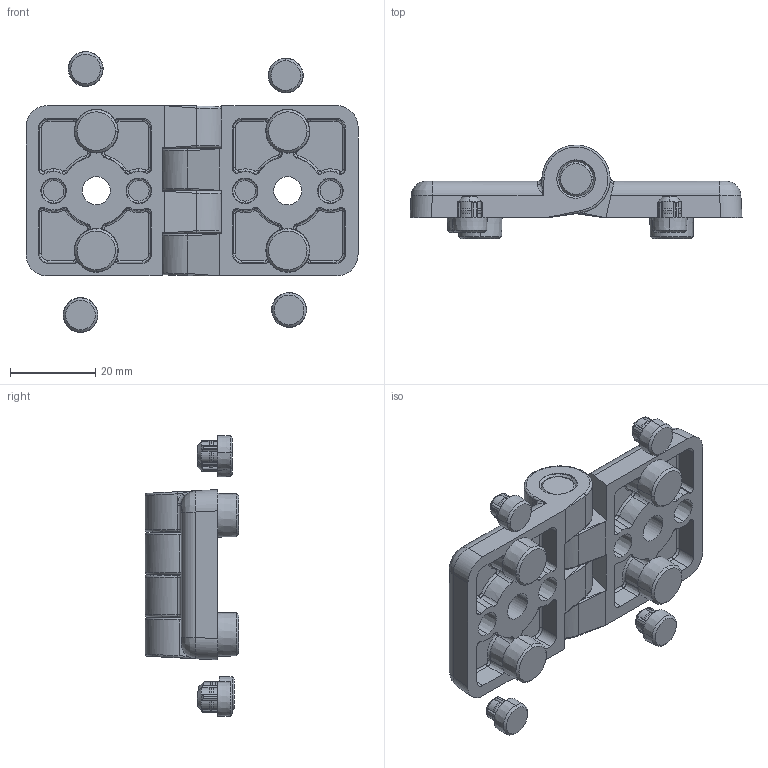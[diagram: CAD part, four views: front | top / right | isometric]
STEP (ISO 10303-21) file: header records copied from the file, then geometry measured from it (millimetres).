
FILE_DESCRIPTION (( 'STEP AP214' ), '1' );
FILE_NAME ('095ks4040f0810.STEP', '2014-09-01T07:09:06', ( '' ), ( '' ), 'SwSTEP 2.0', 'SolidWorks 2014', '' );
FILE_SCHEMA (( 'AUTOMOTIVE_DESIGN' ));
Length unit declared in the file: inch
Products named in the file (1): 095ks4040f0810
Bounding box: 78 x 22 x 66.02 mm (x, y, z)
Volume: 25106.6 mm3; surface area: 16777.4 mm2
Topology: 11 solids, 11 shells, 687 faces, 1711 edges, 1069 vertices
Faces by surface type: cylinder 253, bspline 202, cone 147, plane 85
Entity records: 36078 total; most frequent: CARTESIAN_POINT 11835, ORIENTED_EDGE 3418, DIRECTION 2923, EDGE_CURVE 1709, AXIS2_PLACEMENT_3D 1219, VERTEX_POINT 1069, CIRCLE 733, EDGE_LOOP 724
